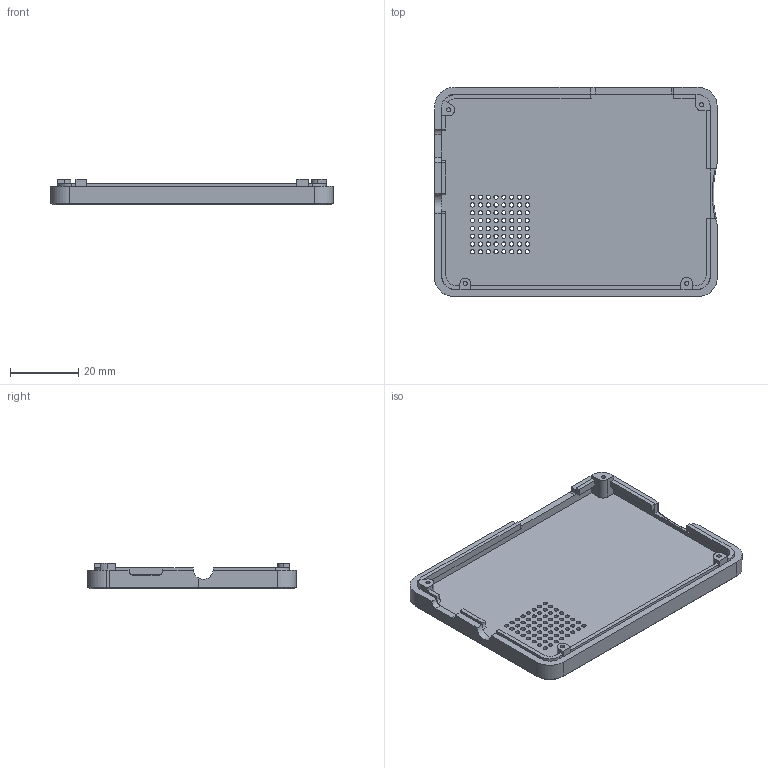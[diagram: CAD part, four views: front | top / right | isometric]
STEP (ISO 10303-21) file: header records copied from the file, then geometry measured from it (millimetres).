
FILE_DESCRIPTION(/* description */ (''),/* implementation_level */ '2;1');
FILE_NAME(/* name */ 'Back_v30.step',/* time_stamp */ '2024-07-03T10:02:19+08:00',/* author */ (''),/* organization */ (''),/* preprocessor_version */ 'ST-DEVELOPER v20',/* originating_system */ 'Autodesk Translation Framework v13.14.0.145',/* authorisation */ '');
FILE_SCHEMA (('AUTOMOTIVE_DESIGN { 1 0 10303 214 3 1 1 }'));
Length unit declared in the file: millimetre
Products named in the file (2): CloveGameShell2; 后壳
Assembly tree (1 placements, depth 2):
  CloveGameShell2
    后壳
Bounding box: 82.67 x 61.18 x 7.5 mm (x, y, z)
Volume: 8726.2 mm3; surface area: 14051.3 mm2
Topology: 2 solids, 2 shells, 213 faces, 573 edges, 374 vertices
Faces by surface type: plane 106, cylinder 97, cone 5, bspline 4, torus 1
Full cylindrical faces by diameter (mm): 1.2 x4, 1.25 x64
Entity records: 7294 total; most frequent: CARTESIAN_POINT 1438, DIRECTION 1178, ORIENTED_EDGE 1146, EDGE_CURVE 573, AXIS2_PLACEMENT_3D 413, VERTEX_POINT 374, EDGE_LOOP 353, LINE 352
